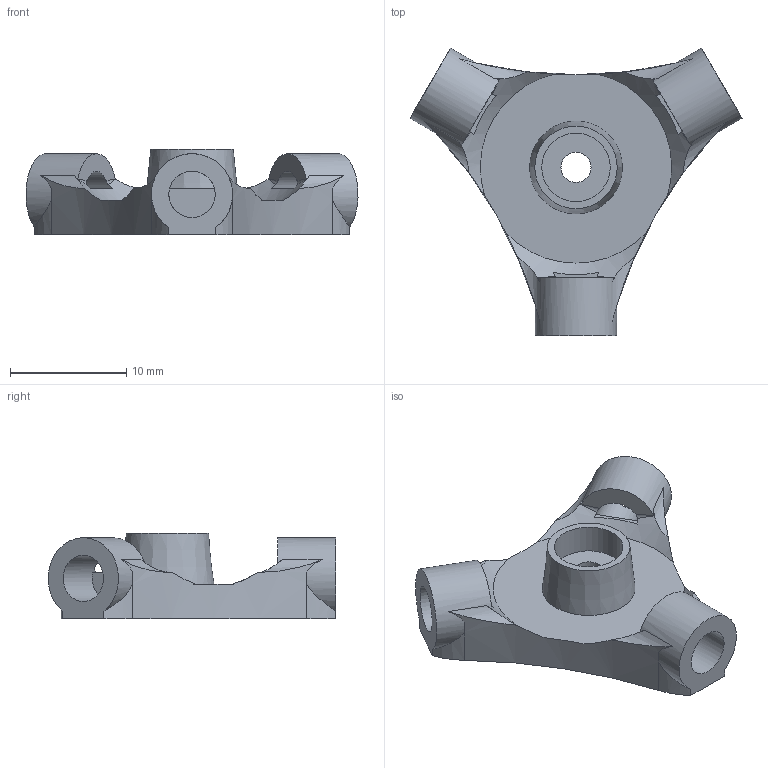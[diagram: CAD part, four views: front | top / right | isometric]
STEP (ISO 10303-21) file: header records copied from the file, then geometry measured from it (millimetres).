
FILE_DESCRIPTION(/* description */ (''),/* implementation_level */ '2;1');
FILE_NAME(/* name */ 'P304.step',/* time_stamp */ '2025-06-25T17:50:07+02:00',/* author */ (''),/* organization */ (''),/* preprocessor_version */ 'ST-DEVELOPER v20.1',/* originating_system */ 'Autodesk Translation Framework v14.10.0.0',/* authorisation */ '');
FILE_SCHEMA (('AUTOMOTIVE_DESIGN { 1 0 10303 214 3 1 1 }'));
Length unit declared in the file: millimetre
Products named in the file (3): P303 Servo arm; skrue/insert; Component3
Assembly tree (2 placements, depth 3):
  P303 Servo arm
    skrue/insert
      Component3
Bounding box: 28.6 x 24.77 x 7.4 mm (x, y, z)
Volume: 1414.7 mm3; surface area: 1556 mm2
Topology: 1 solids, 1 shells, 67 faces, 192 edges, 126 vertices
Faces by surface type: cylinder 35, plane 22, bspline 6, cone 4
Full cylindrical faces by diameter (mm): 2.6 x1, 4 x3, 5.9 x1
Entity records: 2678 total; most frequent: CARTESIAN_POINT 948, ORIENTED_EDGE 384, DIRECTION 306, EDGE_CURVE 192, VERTEX_POINT 126, AXIS2_PLACEMENT_3D 126, B_SPLINE_CURVE_WITH_KNOTS 78, EDGE_LOOP 74
